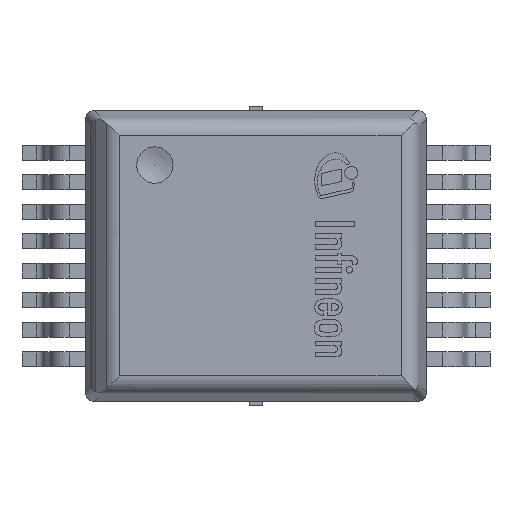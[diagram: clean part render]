
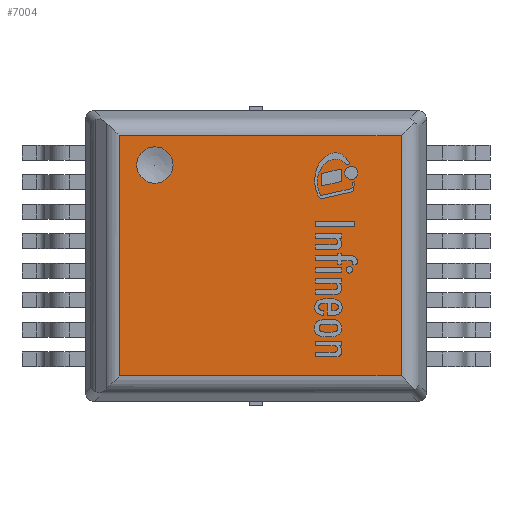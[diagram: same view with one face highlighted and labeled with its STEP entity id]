
A CAD part, top view. The second image highlights one B-rep face of the part: STEP entity #7004.
In plain terms, the highlighted planar face has unit normal (0, 0, 1).
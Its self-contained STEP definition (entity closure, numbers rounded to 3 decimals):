
#69=FACE_BOUND('',#1241,.T.);
#349=CIRCLE('',#7554,0.4);
#834=FACE_OUTER_BOUND('',#1240,.T.);
#1240=EDGE_LOOP('',(#6313,#6314,#6315,#6316));
#1241=EDGE_LOOP('',(#6317));
#1973=LINE('',#11873,#2721);
#1974=LINE('',#11877,#2722);
#1977=LINE('',#11914,#2725);
#1988=LINE('',#11939,#2736);
#2721=VECTOR('',#9345,1.);
#2722=VECTOR('',#9350,1.);
#2725=VECTOR('',#9363,1.);
#2736=VECTOR('',#9390,1.);
#3363=VERTEX_POINT('',#11819);
#3369=VERTEX_POINT('',#11870);
#3370=VERTEX_POINT('',#11872);
#3371=VERTEX_POINT('',#11876);
#3380=VERTEX_POINT('',#11912);
#4326=EDGE_CURVE('',#3363,#3363,#349,.T.);
#4332=EDGE_CURVE('',#3369,#3370,#1973,.T.);
#4334=EDGE_CURVE('',#3370,#3371,#1974,.T.);
#4345=EDGE_CURVE('',#3380,#3369,#1977,.T.);
#4358=EDGE_CURVE('',#3371,#3380,#1988,.T.);
#6313=ORIENTED_EDGE('',*,*,#4332,.F.);
#6314=ORIENTED_EDGE('',*,*,#4345,.F.);
#6315=ORIENTED_EDGE('',*,*,#4358,.F.);
#6316=ORIENTED_EDGE('',*,*,#4334,.F.);
#6317=ORIENTED_EDGE('',*,*,#4326,.T.);
#6611=PLANE('',#7582);
#7004=ADVANCED_FACE('',(#834,#69),#6611,.T.);
#7554=AXIS2_PLACEMENT_3D('',#11820,#9338,#9339);
#7582=AXIS2_PLACEMENT_3D('',#11975,#9416,#9417);
#9338=DIRECTION('center_axis',(0.,0.,-1.));
#9339=DIRECTION('ref_axis',(-1.,0.,0.));
#9345=DIRECTION('',(0.,-1.,0.));
#9350=DIRECTION('',(-1.,0.,0.));
#9363=DIRECTION('',(1.,0.,0.));
#9390=DIRECTION('',(0.,1.,0.));
#9416=DIRECTION('center_axis',(0.,0.,1.));
#9417=DIRECTION('ref_axis',(1.,0.,0.));
#11819=CARTESIAN_POINT('',(-2.625,2.,2.65));
#11820=CARTESIAN_POINT('Origin',(-2.225,2.,2.65));
#11870=CARTESIAN_POINT('',(3.192,2.642,2.65));
#11872=CARTESIAN_POINT('',(3.192,-2.642,2.65));
#11873=CARTESIAN_POINT('',(3.192,1.6,2.65));
#11876=CARTESIAN_POINT('',(-3.004,-2.642,2.65));
#11877=CARTESIAN_POINT('',(1.875,-2.642,2.65));
#11912=CARTESIAN_POINT('',(-3.004,2.642,2.65));
#11914=CARTESIAN_POINT('',(-1.875,2.642,2.65));
#11939=CARTESIAN_POINT('',(-3.004,2.222,2.65));
#11975=CARTESIAN_POINT('Origin',(-1.969,1.869,2.65));
